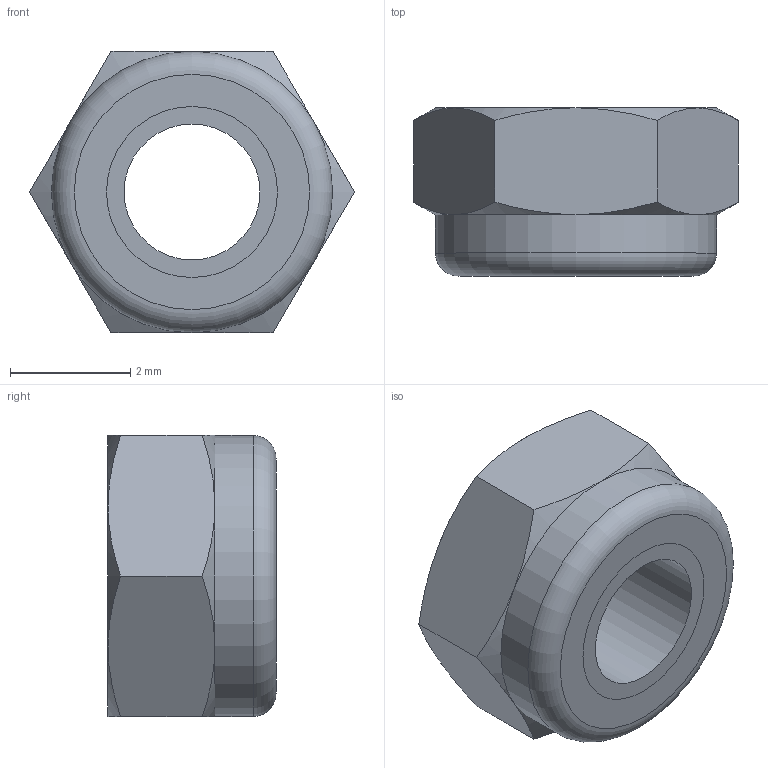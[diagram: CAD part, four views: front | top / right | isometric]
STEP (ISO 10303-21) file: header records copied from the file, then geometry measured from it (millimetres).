
FILE_DESCRIPTION(/* description */ (''),/* implementation_level */ '2;1');
FILE_NAME(/* name */ '333-0605-000',/* time_stamp */ '2000-02-03T11:26:49-06:00',/* author */ (''),/* organization */ (''),/* preprocessor_version */ 'ST-DEVELOPER 1.6',/* originating_system */ 'UNIGRAPHICS SOLUTIONS - UNIGRAPHICS 15.0',/* authorisation */ '');
FILE_SCHEMA (('CONFIG_CONTROL_DESIGN'));
Length unit declared in the file: inch
Products named in the file (1): 333-0605-000
Bounding box: 5.4 x 2.79 x 4.67 mm (x, y, z)
Volume: 45.7 mm3; surface area: 138.6 mm2
Topology: 2 solids, 2 shells, 27 faces, 58 edges, 35 vertices
Faces by surface type: cone 12, plane 10, cylinder 4, torus 1
Full cylindrical faces by diameter (mm): 2.261 x2, 2.845 x1, 4.674 x1
Entity records: 962 total; most frequent: CARTESIAN_POINT 354, DIRECTION 102, ORIENTED_EDGE 100, EDGE_CURVE 50, AXIS2_PLACEMENT_3D 48, EDGE_LOOP 36, FACE_BOUND 36, VERTEX_POINT 32
